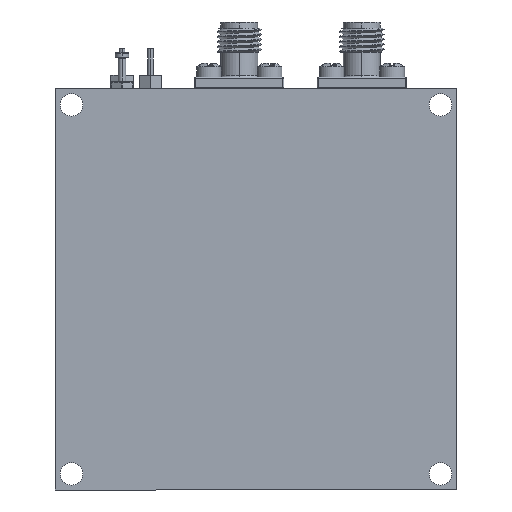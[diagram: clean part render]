
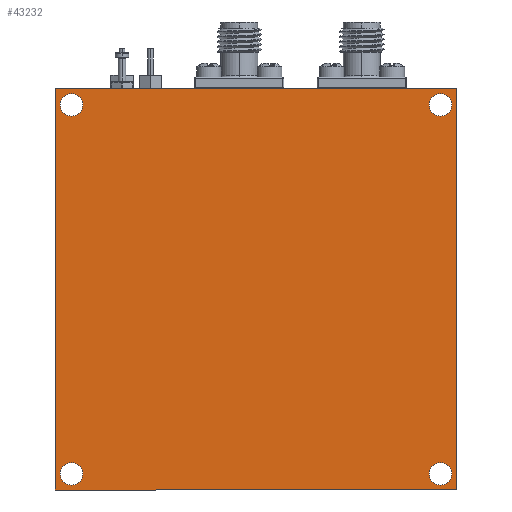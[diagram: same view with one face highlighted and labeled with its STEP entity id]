
A CAD part, left-side view. The second image highlights one B-rep face of the part: STEP entity #43232.
In plain terms, the highlighted planar face has unit normal (-1, 0, 0).
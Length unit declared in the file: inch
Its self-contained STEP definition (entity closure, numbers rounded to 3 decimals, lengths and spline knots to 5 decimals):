
#343 = VERTEX_POINT ( 'NONE', #27412 ) ;
#1178 = DIRECTION ( 'NONE',  ( 0., 0., -1. ) ) ;
#2770 = DIRECTION ( 'NONE',  ( 1., 0., 0. ) ) ;
#2822 = CIRCLE ( 'NONE', #5584, 0.06299 ) ;
#2905 = VERTEX_POINT ( 'NONE', #34543 ) ;
#3016 = VERTEX_POINT ( 'NONE', #54587 ) ;
#3630 = ORIENTED_EDGE ( 'NONE', *, *, #53591, .T. ) ;
#3972 = CARTESIAN_POINT ( 'NONE',  ( 0.81693, 0.09055, -1.34449 ) ) ;
#3994 = VERTEX_POINT ( 'NONE', #27758 ) ;
#4478 = CIRCLE ( 'NONE', #51850, 0.06299 ) ;
#5584 = AXIS2_PLACEMENT_3D ( 'NONE', #3972, #34357, #21046 ) ;
#5706 = DIRECTION ( 'NONE',  ( 1., 0., 0. ) ) ;
#5713 = EDGE_CURVE ( 'NONE', #42197, #38966, #36547, .T. ) ;
#6261 = CIRCLE ( 'NONE', #45322, 0.06299 ) ;
#6444 = DIRECTION ( 'NONE',  ( 1., 0., 0. ) ) ;
#6649 = EDGE_LOOP ( 'NONE', ( #46817, #55177 ) ) ;
#7642 = FACE_BOUND ( 'NONE', #29082, .T. ) ;
#7897 = PLANE ( 'NONE',  #31219 ) ;
#8762 = ORIENTED_EDGE ( 'NONE', *, *, #41002, .T. ) ;
#9254 = EDGE_CURVE ( 'NONE', #16242, #3016, #36570, .T. ) ;
#10337 = DIRECTION ( 'NONE',  ( 0., 0., 1. ) ) ;
#11194 = EDGE_LOOP ( 'NONE', ( #41125, #36444 ) ) ;
#11864 = DIRECTION ( 'NONE',  ( 0., 0., -1. ) ) ;
#12038 = AXIS2_PLACEMENT_3D ( 'NONE', #51315, #41621, #33604 ) ;
#12433 = CIRCLE ( 'NONE', #16967, 0.06299 ) ;
#13358 = ORIENTED_EDGE ( 'NONE', *, *, #22377, .T. ) ;
#13597 = DIRECTION ( 'NONE',  ( 0., 0., -1. ) ) ;
#14668 = EDGE_CURVE ( 'NONE', #40188, #25815, #12433, .T. ) ;
#14824 = CARTESIAN_POINT ( 'NONE',  ( 0.81693, 0.09055, -1.34449 ) ) ;
#14936 = DIRECTION ( 'NONE',  ( 0., 1., 0. ) ) ;
#14967 = CARTESIAN_POINT ( 'NONE',  ( 0.81693, 2.16142, 0.66339 ) ) ;
#15545 = CARTESIAN_POINT ( 'NONE',  ( 0.81693, 2.16142, -1.34449 ) ) ;
#15826 = DIRECTION ( 'NONE',  ( 0., 0., -1. ) ) ;
#16242 = VERTEX_POINT ( 'NONE', #35707 ) ;
#16330 = EDGE_CURVE ( 'NONE', #41857, #2905, #4478, .T. ) ;
#16967 = AXIS2_PLACEMENT_3D ( 'NONE', #14824, #45033, #1178 ) ;
#17051 = CIRCLE ( 'NONE', #50702, 0.06299 ) ;
#18040 = CARTESIAN_POINT ( 'NONE',  ( 0.81693, 0.09055, -1.40748 ) ) ;
#18560 = ORIENTED_EDGE ( 'NONE', *, *, #9254, .T. ) ;
#18977 = CARTESIAN_POINT ( 'NONE',  ( 0.81693, 0.09055, -1.2815 ) ) ;
#18985 = DIRECTION ( 'NONE',  ( 0., 0., -1. ) ) ;
#19361 = EDGE_CURVE ( 'NONE', #3994, #28618, #48449, .T. ) ;
#20062 = DIRECTION ( 'NONE',  ( 0., 0., -1. ) ) ;
#21046 = DIRECTION ( 'NONE',  ( 0., 0., -1. ) ) ;
#21392 = ORIENTED_EDGE ( 'NONE', *, *, #19361, .T. ) ;
#22291 = CARTESIAN_POINT ( 'NONE',  ( 0.81693, 2.16142, -1.2815 ) ) ;
#22331 = VERTEX_POINT ( 'NONE', #22291 ) ;
#22377 = EDGE_CURVE ( 'NONE', #38966, #16242, #27394, .T. ) ;
#22412 = CARTESIAN_POINT ( 'NONE',  ( 0.81693, 0.09055, 0.66339 ) ) ;
#23131 = CARTESIAN_POINT ( 'NONE',  ( 0.81693, 0., -1.43504 ) ) ;
#24556 = VECTOR ( 'NONE', #18985, 39.37008 ) ;
#25138 = VECTOR ( 'NONE', #32240, 39.37008 ) ;
#25815 = VERTEX_POINT ( 'NONE', #18977 ) ;
#26460 = CARTESIAN_POINT ( 'NONE',  ( 0.81693, 2.25197, -1.43504 ) ) ;
#27394 = LINE ( 'NONE', #23131, #49739 ) ;
#27412 = CARTESIAN_POINT ( 'NONE',  ( 0.81693, 2.16142, -1.40748 ) ) ;
#27758 = CARTESIAN_POINT ( 'NONE',  ( 0.81693, 0.09055, 0.78937 ) ) ;
#28618 = VERTEX_POINT ( 'NONE', #22412 ) ;
#28833 = ORIENTED_EDGE ( 'NONE', *, *, #5713, .T. ) ;
#29021 = DIRECTION ( 'NONE',  ( 1., 0., 0. ) ) ;
#29082 = EDGE_LOOP ( 'NONE', ( #3630, #21392 ) ) ;
#29759 = DIRECTION ( 'NONE',  ( 1., 0., 0. ) ) ;
#30076 = ORIENTED_EDGE ( 'NONE', *, *, #16330, .T. ) ;
#30933 = VECTOR ( 'NONE', #14936, 39.37008 ) ;
#30948 = CIRCLE ( 'NONE', #41873, 0.06299 ) ;
#31219 = AXIS2_PLACEMENT_3D ( 'NONE', #46049, #2770, #15826 ) ;
#31957 = EDGE_LOOP ( 'NONE', ( #28833, #13358, #18560, #8762 ) ) ;
#32240 = DIRECTION ( 'NONE',  ( 0., -1., 0. ) ) ;
#33045 = EDGE_LOOP ( 'NONE', ( #30076, #45088 ) ) ;
#33604 = DIRECTION ( 'NONE',  ( 0., 0., -1. ) ) ;
#34113 = EDGE_CURVE ( 'NONE', #22331, #343, #17051, .T. ) ;
#34357 = DIRECTION ( 'NONE',  ( 1., 0., 0. ) ) ;
#34543 = CARTESIAN_POINT ( 'NONE',  ( 0.81693, 2.16142, 0.78937 ) ) ;
#35707 = CARTESIAN_POINT ( 'NONE',  ( 0.81693, 0., 0.81693 ) ) ;
#35940 = AXIS2_PLACEMENT_3D ( 'NONE', #45217, #5706, #49783 ) ;
#36444 = ORIENTED_EDGE ( 'NONE', *, *, #37079, .T. ) ;
#36547 = LINE ( 'NONE', #53924, #25138 ) ;
#36570 = LINE ( 'NONE', #53945, #30933 ) ;
#37004 = DIRECTION ( 'NONE',  ( 0., 0., -1. ) ) ;
#37079 = EDGE_CURVE ( 'NONE', #25815, #40188, #2822, .T. ) ;
#37470 = FACE_OUTER_BOUND ( 'NONE', #31957, .T. ) ;
#37748 = FACE_BOUND ( 'NONE', #33045, .T. ) ;
#38116 = EDGE_CURVE ( 'NONE', #343, #22331, #30948, .T. ) ;
#38966 = VERTEX_POINT ( 'NONE', #52365 ) ;
#40188 = VERTEX_POINT ( 'NONE', #18040 ) ;
#41002 = EDGE_CURVE ( 'NONE', #3016, #42197, #44897, .T. ) ;
#41125 = ORIENTED_EDGE ( 'NONE', *, *, #14668, .T. ) ;
#41621 = DIRECTION ( 'NONE',  ( 1., 0., 0. ) ) ;
#41857 = VERTEX_POINT ( 'NONE', #14967 ) ;
#41873 = AXIS2_PLACEMENT_3D ( 'NONE', #53454, #52625, #13597 ) ;
#42197 = VERTEX_POINT ( 'NONE', #26460 ) ;
#43232 = ADVANCED_FACE ( 'NONE', ( #7642, #51153, #50327, #37748, #37470 ), #7897, .F. ) ;
#44897 = LINE ( 'NONE', #49740, #24556 ) ;
#45033 = DIRECTION ( 'NONE',  ( 1., 0., 0. ) ) ;
#45088 = ORIENTED_EDGE ( 'NONE', *, *, #51708, .T. ) ;
#45217 = CARTESIAN_POINT ( 'NONE',  ( 0.81693, 2.16142, 0.72638 ) ) ;
#45322 = AXIS2_PLACEMENT_3D ( 'NONE', #55236, #29021, #37004 ) ;
#46049 = CARTESIAN_POINT ( 'NONE',  ( 0.81693, 0., -1.43504 ) ) ;
#46817 = ORIENTED_EDGE ( 'NONE', *, *, #38116, .T. ) ;
#48449 = CIRCLE ( 'NONE', #12038, 0.06299 ) ;
#48761 = CIRCLE ( 'NONE', #35940, 0.06299 ) ;
#49739 = VECTOR ( 'NONE', #10337, 39.37008 ) ;
#49740 = CARTESIAN_POINT ( 'NONE',  ( 0.81693, 2.25197, -1.43504 ) ) ;
#49783 = DIRECTION ( 'NONE',  ( 0., 0., -1. ) ) ;
#50327 = FACE_BOUND ( 'NONE', #11194, .T. ) ;
#50702 = AXIS2_PLACEMENT_3D ( 'NONE', #15545, #29759, #11864 ) ;
#51153 = FACE_BOUND ( 'NONE', #6649, .T. ) ;
#51315 = CARTESIAN_POINT ( 'NONE',  ( 0.81693, 0.09055, 0.72638 ) ) ;
#51708 = EDGE_CURVE ( 'NONE', #2905, #41857, #48761, .T. ) ;
#51850 = AXIS2_PLACEMENT_3D ( 'NONE', #55062, #6444, #20062 ) ;
#52365 = CARTESIAN_POINT ( 'NONE',  ( 0.81693, 0., -1.43504 ) ) ;
#52625 = DIRECTION ( 'NONE',  ( 1., 0., 0. ) ) ;
#53454 = CARTESIAN_POINT ( 'NONE',  ( 0.81693, 2.16142, -1.34449 ) ) ;
#53591 = EDGE_CURVE ( 'NONE', #28618, #3994, #6261, .T. ) ;
#53924 = CARTESIAN_POINT ( 'NONE',  ( 0.81693, 0., -1.43504 ) ) ;
#53945 = CARTESIAN_POINT ( 'NONE',  ( 0.81693, 0., 0.81693 ) ) ;
#54587 = CARTESIAN_POINT ( 'NONE',  ( 0.81693, 2.25197, 0.81693 ) ) ;
#55062 = CARTESIAN_POINT ( 'NONE',  ( 0.81693, 2.16142, 0.72638 ) ) ;
#55177 = ORIENTED_EDGE ( 'NONE', *, *, #34113, .T. ) ;
#55236 = CARTESIAN_POINT ( 'NONE',  ( 0.81693, 0.09055, 0.72638 ) ) ;
